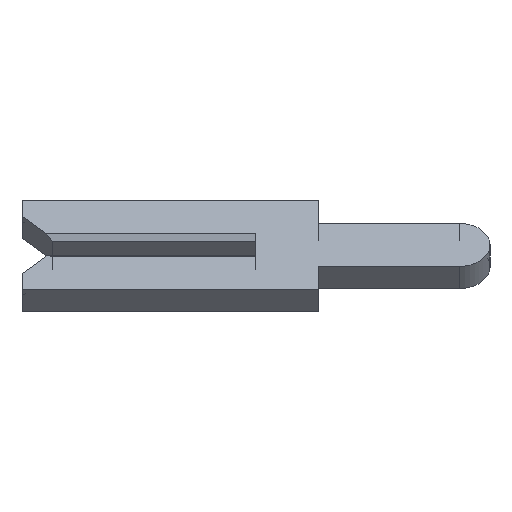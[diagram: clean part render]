
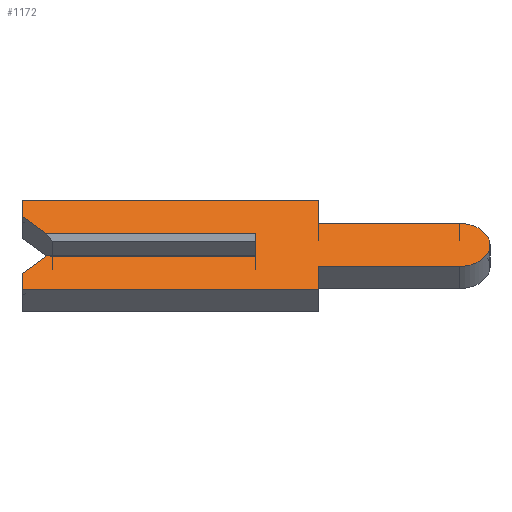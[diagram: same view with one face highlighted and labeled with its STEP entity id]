
A CAD part, left-side view. The second image highlights one B-rep face of the part: STEP entity #1172.
In plain terms, the highlighted face is planar.
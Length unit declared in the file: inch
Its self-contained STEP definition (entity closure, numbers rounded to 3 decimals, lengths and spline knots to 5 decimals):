
#33 = ORIENTED_EDGE ( 'NONE', *, *, #210, .F. ) ;
#38 = CARTESIAN_POINT ( 'NONE',  ( -0.01, -0.1305, 0.0195 ) ) ;
#51 = CARTESIAN_POINT ( 'NONE',  ( -0.01, 0.15, -0.026 ) ) ;
#104 = CARTESIAN_POINT ( 'NONE',  ( -0.01, 0., 0.0065 ) ) ;
#130 = DIRECTION ( 'NONE',  ( 0., -1., 0. ) ) ;
#151 = DIRECTION ( 'NONE',  ( 0., 0., -1. ) ) ;
#166 = VERTEX_POINT ( 'NONE', #38 ) ;
#178 = CARTESIAN_POINT ( 'NONE',  ( -0.01, -0.04, -0.0195 ) ) ;
#210 = EDGE_CURVE ( 'NONE', #1769, #2190, #357, .T. ) ;
#220 = VERTEX_POINT ( 'NONE', #641 ) ;
#276 = CARTESIAN_POINT ( 'NONE',  ( -0.01, 0.15, 0.04 ) ) ;
#295 = CARTESIAN_POINT ( 'NONE',  ( -0.01, 0., -0.01 ) ) ;
#305 = CARTESIAN_POINT ( 'NONE',  ( -0.01, 0.15, 0.04 ) ) ;
#348 = VECTOR ( 'NONE', #1165, 39.37008 ) ;
#352 = ORIENTED_EDGE ( 'NONE', *, *, #571, .F. ) ;
#357 = LINE ( 'NONE', #616, #563 ) ;
#384 = VECTOR ( 'NONE', #391, 39.37008 ) ;
#391 = DIRECTION ( 'NONE',  ( 0., 0.707, 0.707 ) ) ;
#402 = CARTESIAN_POINT ( 'NONE',  ( -0.01, -0.1305, 0. ) ) ;
#404 = VECTOR ( 'NONE', #1344, 39.37008 ) ;
#420 = DIRECTION ( 'NONE',  ( 0., 0., -1. ) ) ;
#429 = VECTOR ( 'NONE', #577, 39.37008 ) ;
#436 = CARTESIAN_POINT ( 'NONE',  ( -0.01, 0.1305, -0.0065 ) ) ;
#444 = VERTEX_POINT ( 'NONE', #305 ) ;
#472 = DIRECTION ( 'NONE',  ( 0., 0., -1. ) ) ;
#491 = LINE ( 'NONE', #2032, #677 ) ;
#499 = DIRECTION ( 'NONE',  ( 0., -1., 0. ) ) ;
#509 = EDGE_CURVE ( 'NONE', #444, #808, #2034, .T. ) ;
#563 = VECTOR ( 'NONE', #1444, 39.37008 ) ;
#571 = EDGE_CURVE ( 'NONE', #1834, #166, #2215, .T. ) ;
#577 = DIRECTION ( 'NONE',  ( 0., 1., 0. ) ) ;
#616 = CARTESIAN_POINT ( 'NONE',  ( -0.01, -0.04, -0.04 ) ) ;
#641 = CARTESIAN_POINT ( 'NONE',  ( -0.01, 0.134, 0.01 ) ) ;
#658 = LINE ( 'NONE', #436, #2196 ) ;
#671 = EDGE_CURVE ( 'NONE', #848, #1102, #2150, .T. ) ;
#677 = VECTOR ( 'NONE', #1798, 39.37008 ) ;
#720 = CARTESIAN_POINT ( 'NONE',  ( -0.01, 0.134, -0.01 ) ) ;
#731 = PLANE ( 'NONE',  #912 ) ;
#808 = VERTEX_POINT ( 'NONE', #2345 ) ;
#842 = ORIENTED_EDGE ( 'NONE', *, *, #1341, .F. ) ;
#848 = VERTEX_POINT ( 'NONE', #295 ) ;
#912 = AXIS2_PLACEMENT_3D ( 'NONE', #2611, #2415, #151 ) ;
#922 = CARTESIAN_POINT ( 'NONE',  ( -0.01, -0.1305, -0.01 ) ) ;
#927 = CARTESIAN_POINT ( 'NONE',  ( -0.01, -0.04, 0.0195 ) ) ;
#994 = CARTESIAN_POINT ( 'NONE',  ( -0.01, 0.15, -0.026 ) ) ;
#1001 = VECTOR ( 'NONE', #472, 39.37008 ) ;
#1002 = LINE ( 'NONE', #1128, #404 ) ;
#1078 = DIRECTION ( 'NONE',  ( 0., -1., 0. ) ) ;
#1080 = VERTEX_POINT ( 'NONE', #720 ) ;
#1102 = VERTEX_POINT ( 'NONE', #1148 ) ;
#1104 = LINE ( 'NONE', #922, #1767 ) ;
#1111 = DIRECTION ( 'NONE',  ( 0., 0., 1. ) ) ;
#1128 = CARTESIAN_POINT ( 'NONE',  ( -0.01, 0.15, -0.04 ) ) ;
#1148 = CARTESIAN_POINT ( 'NONE',  ( -0.01, 0., 0.01 ) ) ;
#1165 = DIRECTION ( 'NONE',  ( 0., 0., 1. ) ) ;
#1172 = ADVANCED_FACE ( 'NONE', ( #2379 ), #731, .F. ) ;
#1199 = EDGE_CURVE ( 'NONE', #1080, #848, #1104, .T. ) ;
#1275 = CARTESIAN_POINT ( 'NONE',  ( -0.01, -0.1305, -0.0195 ) ) ;
#1341 = EDGE_CURVE ( 'NONE', #2190, #1829, #1002, .T. ) ;
#1344 = DIRECTION ( 'NONE',  ( 0., 1., 0. ) ) ;
#1350 = CARTESIAN_POINT ( 'NONE',  ( -0.01, 0.15, 0.026 ) ) ;
#1354 = EDGE_CURVE ( 'NONE', #220, #1102, #1422, .T. ) ;
#1372 = CARTESIAN_POINT ( 'NONE',  ( -0.01, 0.15, -0.04 ) ) ;
#1390 = CARTESIAN_POINT ( 'NONE',  ( -0.01, -0.04, -0.0195 ) ) ;
#1422 = LINE ( 'NONE', #2005, #1927 ) ;
#1425 = CARTESIAN_POINT ( 'NONE',  ( -0.01, -0.04, -0.04 ) ) ;
#1444 = DIRECTION ( 'NONE',  ( 0., 0., -1. ) ) ;
#1465 = VERTEX_POINT ( 'NONE', #1350 ) ;
#1565 = ORIENTED_EDGE ( 'NONE', *, *, #1199, .F. ) ;
#1580 = EDGE_CURVE ( 'NONE', #1829, #2454, #2344, .T. ) ;
#1596 = EDGE_CURVE ( 'NONE', #220, #1465, #1630, .T. ) ;
#1611 = CARTESIAN_POINT ( 'NONE',  ( -0.01, 0.1305, 0.0065 ) ) ;
#1628 = ORIENTED_EDGE ( 'NONE', *, *, #1354, .T. ) ;
#1629 = EDGE_CURVE ( 'NONE', #1465, #444, #491, .T. ) ;
#1630 = LINE ( 'NONE', #1611, #384 ) ;
#1657 = CARTESIAN_POINT ( 'NONE',  ( -0.01, -0.04, 0.04 ) ) ;
#1668 = EDGE_CURVE ( 'NONE', #2607, #1769, #2246, .T. ) ;
#1753 = DIRECTION ( 'NONE',  ( 0., -1., 0. ) ) ;
#1767 = VECTOR ( 'NONE', #1753, 39.37008 ) ;
#1769 = VERTEX_POINT ( 'NONE', #178 ) ;
#1798 = DIRECTION ( 'NONE',  ( 0., 0., 1. ) ) ;
#1807 = ORIENTED_EDGE ( 'NONE', *, *, #509, .F. ) ;
#1829 = VERTEX_POINT ( 'NONE', #1372 ) ;
#1834 = VERTEX_POINT ( 'NONE', #927 ) ;
#1839 = DIRECTION ( 'NONE',  ( 1., 0., 0. ) ) ;
#1852 = VECTOR ( 'NONE', #499, 39.37008 ) ;
#1859 = ORIENTED_EDGE ( 'NONE', *, *, #2217, .F. ) ;
#1920 = CARTESIAN_POINT ( 'NONE',  ( -0.01, -0.04, 0.0195 ) ) ;
#1927 = VECTOR ( 'NONE', #130, 39.37008 ) ;
#1933 = EDGE_CURVE ( 'NONE', #808, #1834, #2312, .T. ) ;
#2005 = CARTESIAN_POINT ( 'NONE',  ( -0.01, 0.15, 0.01 ) ) ;
#2012 = ORIENTED_EDGE ( 'NONE', *, *, #1668, .F. ) ;
#2032 = CARTESIAN_POINT ( 'NONE',  ( -0.01, 0.15, 0.026 ) ) ;
#2034 = LINE ( 'NONE', #276, #2121 ) ;
#2088 = VECTOR ( 'NONE', #1111, 39.37008 ) ;
#2121 = VECTOR ( 'NONE', #1078, 39.37008 ) ;
#2150 = LINE ( 'NONE', #104, #2088 ) ;
#2171 = ORIENTED_EDGE ( 'NONE', *, *, #1629, .F. ) ;
#2190 = VERTEX_POINT ( 'NONE', #1425 ) ;
#2196 = VECTOR ( 'NONE', #2537, 39.37008 ) ;
#2215 = LINE ( 'NONE', #1920, #1852 ) ;
#2217 = EDGE_CURVE ( 'NONE', #166, #2607, #2540, .T. ) ;
#2246 = LINE ( 'NONE', #1390, #429 ) ;
#2278 = AXIS2_PLACEMENT_3D ( 'NONE', #402, #1839, #420 ) ;
#2281 = ORIENTED_EDGE ( 'NONE', *, *, #2523, .F. ) ;
#2287 = ORIENTED_EDGE ( 'NONE', *, *, #1933, .F. ) ;
#2312 = LINE ( 'NONE', #1657, #1001 ) ;
#2342 = EDGE_LOOP ( 'NONE', ( #1628, #2347, #1565, #2281, #2418, #842, #33, #2012, #1859, #352, #2287, #1807, #2171, #2616 ) ) ;
#2344 = LINE ( 'NONE', #994, #348 ) ;
#2345 = CARTESIAN_POINT ( 'NONE',  ( -0.01, -0.04, 0.04 ) ) ;
#2347 = ORIENTED_EDGE ( 'NONE', *, *, #671, .F. ) ;
#2379 = FACE_OUTER_BOUND ( 'NONE', #2342, .T. ) ;
#2415 = DIRECTION ( 'NONE',  ( 1., 0., 0. ) ) ;
#2418 = ORIENTED_EDGE ( 'NONE', *, *, #1580, .F. ) ;
#2454 = VERTEX_POINT ( 'NONE', #51 ) ;
#2523 = EDGE_CURVE ( 'NONE', #2454, #1080, #658, .T. ) ;
#2537 = DIRECTION ( 'NONE',  ( 0., -0.707, 0.707 ) ) ;
#2540 = CIRCLE ( 'NONE', #2278, 0.0195 ) ;
#2607 = VERTEX_POINT ( 'NONE', #1275 ) ;
#2611 = CARTESIAN_POINT ( 'NONE',  ( -0.01, -0.1305, 0. ) ) ;
#2616 = ORIENTED_EDGE ( 'NONE', *, *, #1596, .F. ) ;
